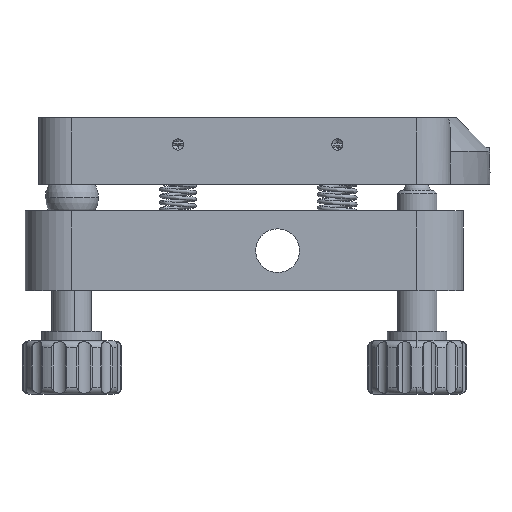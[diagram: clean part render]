
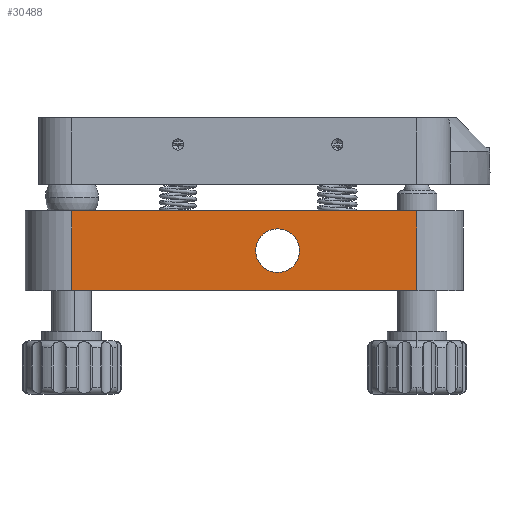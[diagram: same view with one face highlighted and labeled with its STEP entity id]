
A CAD part, left-side view. The second image highlights one B-rep face of the part: STEP entity #30488.
In plain terms, the highlighted planar face has unit normal (-1, 0, 0).
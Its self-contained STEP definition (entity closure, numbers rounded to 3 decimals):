
#44 = ORIENTED_EDGE ( 'NONE', *, *, #32096, .F. ) ;
#261 = EDGE_CURVE ( 'NONE', #18067, #11959, #3736, .T. ) ;
#1140 = VERTEX_POINT ( 'NONE', #29405 ) ;
#1682 = ORIENTED_EDGE ( 'NONE', *, *, #28816, .T. ) ;
#1808 = LINE ( 'NONE', #24135, #3464 ) ;
#2264 = CARTESIAN_POINT ( 'NONE',  ( -7., -52.001, -16. ) ) ;
#2560 = CARTESIAN_POINT ( 'NONE',  ( -7., -52.001, -4. ) ) ;
#2911 = EDGE_CURVE ( 'NONE', #11367, #1140, #21860, .T. ) ;
#3220 = DIRECTION ( 'NONE',  ( 1., 0., 0. ) ) ;
#3464 = VECTOR ( 'NONE', #10164, 1000. ) ;
#3736 = CIRCLE ( 'NONE', #34185, 3.3 ) ;
#3904 = PLANE ( 'NONE',  #17208 ) ;
#4149 = CARTESIAN_POINT ( 'NONE',  ( -7., -52.001, -16. ) ) ;
#5779 = CARTESIAN_POINT ( 'NONE',  ( -7., -31., -10. ) ) ;
#5798 = CIRCLE ( 'NONE', #21556, 3.3 ) ;
#5943 = EDGE_CURVE ( 'NONE', #22124, #33366, #18643, .T. ) ;
#6648 = LINE ( 'NONE', #11758, #19002 ) ;
#10164 = DIRECTION ( 'NONE',  ( 0., 0., 1. ) ) ;
#10666 = EDGE_CURVE ( 'NONE', #11959, #18067, #5798, .T. ) ;
#11066 = DIRECTION ( 'NONE',  ( 0., 0., 1. ) ) ;
#11251 = CARTESIAN_POINT ( 'NONE',  ( -7., -31., -10. ) ) ;
#11367 = VERTEX_POINT ( 'NONE', #2560 ) ;
#11758 = CARTESIAN_POINT ( 'NONE',  ( -7., 0., -16. ) ) ;
#11959 = VERTEX_POINT ( 'NONE', #26469 ) ;
#17208 = AXIS2_PLACEMENT_3D ( 'NONE', #2264, #24587, #33012 ) ;
#17306 = DIRECTION ( 'NONE',  ( 0., 0., 1. ) ) ;
#18067 = VERTEX_POINT ( 'NONE', #32951 ) ;
#18186 = FACE_OUTER_BOUND ( 'NONE', #28198, .T. ) ;
#18643 = LINE ( 'NONE', #29827, #22984 ) ;
#19002 = VECTOR ( 'NONE', #34333, 1000. ) ;
#19100 = DIRECTION ( 'NONE',  ( 0., 1., 0. ) ) ;
#21314 = ORIENTED_EDGE ( 'NONE', *, *, #5943, .F. ) ;
#21556 = AXIS2_PLACEMENT_3D ( 'NONE', #11251, #3220, #17306 ) ;
#21860 = LINE ( 'NONE', #29932, #31353 ) ;
#21935 = ORIENTED_EDGE ( 'NONE', *, *, #2911, .T. ) ;
#22124 = VERTEX_POINT ( 'NONE', #4149 ) ;
#22865 = ORIENTED_EDGE ( 'NONE', *, *, #10666, .T. ) ;
#22984 = VECTOR ( 'NONE', #33452, 1000. ) ;
#24135 = CARTESIAN_POINT ( 'NONE',  ( -7., -52.001, -16. ) ) ;
#24587 = DIRECTION ( 'NONE',  ( 1., 0., 0. ) ) ;
#26469 = CARTESIAN_POINT ( 'NONE',  ( -7., -31., -13.3 ) ) ;
#28198 = EDGE_LOOP ( 'NONE', ( #21935, #44, #21314, #1682 ) ) ;
#28816 = EDGE_CURVE ( 'NONE', #22124, #11367, #1808, .T. ) ;
#29308 = ORIENTED_EDGE ( 'NONE', *, *, #261, .T. ) ;
#29405 = CARTESIAN_POINT ( 'NONE',  ( -7., 0., -4. ) ) ;
#29827 = CARTESIAN_POINT ( 'NONE',  ( -7., -52.001, -16. ) ) ;
#29932 = CARTESIAN_POINT ( 'NONE',  ( -7., -52.001, -4. ) ) ;
#30488 = ADVANCED_FACE ( 'NONE', ( #35233, #18186 ), #3904, .F. ) ;
#30936 = CARTESIAN_POINT ( 'NONE',  ( -7., 0., -16. ) ) ;
#31353 = VECTOR ( 'NONE', #19100, 1000. ) ;
#32096 = EDGE_CURVE ( 'NONE', #33366, #1140, #6648, .T. ) ;
#32951 = CARTESIAN_POINT ( 'NONE',  ( -7., -31., -6.7 ) ) ;
#33012 = DIRECTION ( 'NONE',  ( 0., -1., 0. ) ) ;
#33264 = DIRECTION ( 'NONE',  ( 1., 0., 0. ) ) ;
#33366 = VERTEX_POINT ( 'NONE', #30936 ) ;
#33452 = DIRECTION ( 'NONE',  ( 0., 1., 0. ) ) ;
#33512 = EDGE_LOOP ( 'NONE', ( #29308, #22865 ) ) ;
#34185 = AXIS2_PLACEMENT_3D ( 'NONE', #5779, #33264, #11066 ) ;
#34333 = DIRECTION ( 'NONE',  ( 0., 0., 1. ) ) ;
#35233 = FACE_BOUND ( 'NONE', #33512, .T. ) ;
